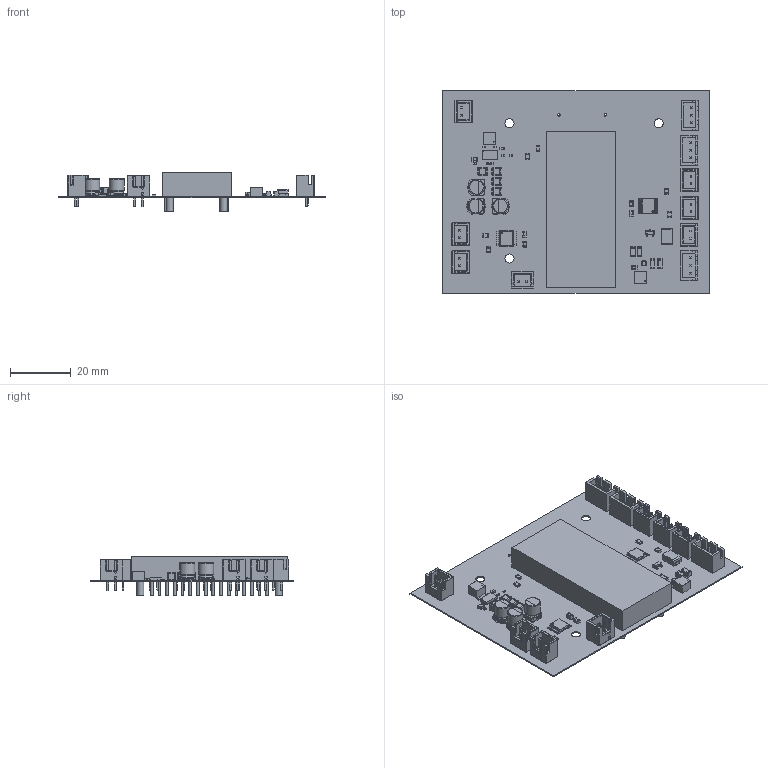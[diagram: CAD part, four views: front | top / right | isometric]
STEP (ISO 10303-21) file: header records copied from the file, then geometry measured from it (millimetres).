
FILE_DESCRIPTION(('Open CASCADE Model'),'2;1');
FILE_NAME('Open CASCADE Shape Model','2025-01-24T16:35:23',('Author'),( 'Open CASCADE'),'Open CASCADE STEP processor 7.5','Open CASCADE 7.5' ,'Unknown');
FILE_SCHEMA(('AUTOMOTIVE_DESIGN { 1 0 10303 214 1 1 1 1 }'));
Length unit declared in the file: millimetre
Products named in the file (165): PCB; Board; Open CASCADE STEP translator 7.5 3.1.1; R8; 6448396480; L1; 6448405200; body_SSMC_4030; land_pattern_SSMC_4020; C18; 6448400640; C17; 6448407040; Fillet1; Fillet2; body2; C16; C15; C14; 6448405360; C13; 6448404160; C12; C11; 6448398960; C7; 6448405120; C5; 6448404880; BOOST1; 6448402800; R3; 6448401680; solidBody; Terminal; solidTop; C8; R9; 6448399840; C9 ...
Assembly tree (213 placements, depth 5):
  PCB
    Board
      Open CASCADE STEP translator 7.5 3.1.1
    R8
      6448396480
    L1
      6448405200
        body_SSMC_4030
        land_pattern_SSMC_4020  x2
    C18
      6448400640
    C17
      6448407040
        Fillet1
        Fillet2
        body2
    C16
      6448407040
        Fillet1
        Fillet2
        body2
    C15
      6448407040
        Fillet1
        Fillet2
        body2
    C14
      6448405360
    C13
      6448404160
    C12
      6448400640
    C11
      6448398960
    C7
      6448405120
    C5
      6448404880
    BOOST1
      6448402800
    R3
      6448401680
        solidBody
        Terminal
        solidTop
    C8
      6448405360
    R9
      6448399840
        solidBody
        Terminal
        solidTop
    C9
      6448408960
        Fillet1
        Fillet2
        body2
    C6
      6448402960
    C10
Bounding box: 88.14 x 66.93 x 13.1 mm (x, y, z)
Volume: 19897.5 mm3; surface area: 41586.8 mm2
Topology: 1269 solids, 1287 shells, 7343 faces, 13160 edges, 8232 vertices
Faces by surface type: plane 4636, cylinder 2173, sphere 310, torus 113, bspline 93, cone 18
Full cylindrical faces by diameter (mm): 0.163 x1, 0.55 x2, 0.8 x2, 0.9 x9, 0.91 x896, 1 x14, 1.11 x28, 2.34 x128, 3 x3, 4.95 x3, 5 x3
Entity records: 80194 total; most frequent: CARTESIAN_POINT 13496, DIRECTION 12524, ORIENTED_EDGE 11814, EDGE_CURVE 5934, LINE 4432, VECTOR 4432, AXIS2_PLACEMENT_3D 4046, VERTEX_POINT 3790
